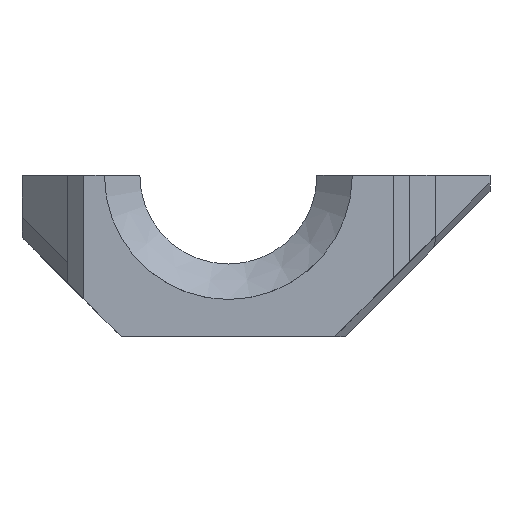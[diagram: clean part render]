
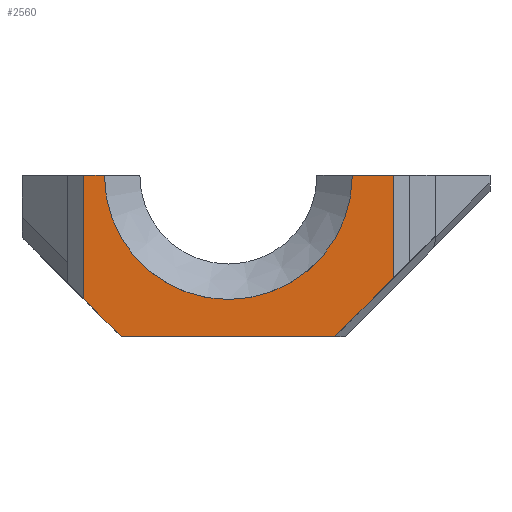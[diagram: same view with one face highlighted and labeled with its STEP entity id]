
A CAD part, left-side view. The second image highlights one B-rep face of the part: STEP entity #2560.
In plain terms, the highlighted planar face has unit normal (-1, 0, 0).
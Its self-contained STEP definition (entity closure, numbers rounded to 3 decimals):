
#91=CIRCLE('',#2744,7.7);
#208=FACE_OUTER_BOUND('',#342,.T.);
#342=EDGE_LOOP('',(#2144,#2145,#2146,#2147,#2148,#2149,#2150,#2151));
#547=LINE('',#3927,#853);
#565=LINE('',#3964,#871);
#598=LINE('',#4032,#904);
#600=LINE('',#4038,#906);
#628=LINE('',#4093,#934);
#629=LINE('',#4096,#935);
#630=LINE('',#4098,#936);
#853=VECTOR('',#3191,10.);
#871=VECTOR('',#3221,10.);
#904=VECTOR('',#3288,10.);
#906=VECTOR('',#3292,10.);
#934=VECTOR('',#3342,10.);
#935=VECTOR('',#3345,10.);
#936=VECTOR('',#3348,10.);
#1137=VERTEX_POINT('',#3924);
#1138=VERTEX_POINT('',#3926);
#1151=VERTEX_POINT('',#3963);
#1169=VERTEX_POINT('',#4030);
#1170=VERTEX_POINT('',#4034);
#1172=VERTEX_POINT('',#4037);
#1188=VERTEX_POINT('',#4091);
#1189=VERTEX_POINT('',#4095);
#1441=EDGE_CURVE('',#1137,#1138,#547,.T.);
#1459=EDGE_CURVE('',#1151,#1138,#565,.T.);
#1496=EDGE_CURVE('',#1137,#1169,#598,.T.);
#1498=EDGE_CURVE('',#1172,#1170,#600,.T.);
#1527=EDGE_CURVE('',#1188,#1170,#628,.T.);
#1528=EDGE_CURVE('',#1188,#1189,#629,.T.);
#1529=EDGE_CURVE('',#1189,#1151,#91,.T.);
#1530=EDGE_CURVE('',#1172,#1169,#630,.T.);
#2144=ORIENTED_EDGE('',*,*,#1527,.F.);
#2145=ORIENTED_EDGE('',*,*,#1528,.T.);
#2146=ORIENTED_EDGE('',*,*,#1529,.T.);
#2147=ORIENTED_EDGE('',*,*,#1459,.T.);
#2148=ORIENTED_EDGE('',*,*,#1441,.F.);
#2149=ORIENTED_EDGE('',*,*,#1496,.T.);
#2150=ORIENTED_EDGE('',*,*,#1530,.F.);
#2151=ORIENTED_EDGE('',*,*,#1498,.T.);
#2435=PLANE('',#2743);
#2560=ADVANCED_FACE('',(#208),#2435,.T.);
#2743=AXIS2_PLACEMENT_3D('',#4094,#3343,#3344);
#2744=AXIS2_PLACEMENT_3D('',#4097,#3346,#3347);
#3191=DIRECTION('',(0.,0.,1.));
#3221=DIRECTION('',(0.,1.,0.));
#3288=DIRECTION('',(0.,-0.707,-0.707));
#3292=DIRECTION('',(0.,-0.707,0.707));
#3342=DIRECTION('',(0.,0.,-1.));
#3343=DIRECTION('center_axis',(-1.,0.,0.));
#3344=DIRECTION('ref_axis',(0.,1.,0.));
#3345=DIRECTION('',(0.,1.,0.));
#3346=DIRECTION('center_axis',(1.,0.,0.));
#3347=DIRECTION('ref_axis',(0.,-1.,0.));
#3348=DIRECTION('',(0.,1.,0.));
#3924=CARTESIAN_POINT('',(-33.268,9.082,11.75));
#3926=CARTESIAN_POINT('',(-33.268,9.082,19.4));
#3927=CARTESIAN_POINT('',(-33.268,9.082,19.4));
#3963=CARTESIAN_POINT('',(-33.268,7.782,19.4));
#3964=CARTESIAN_POINT('',(-33.268,-11.168,19.4));
#4030=CARTESIAN_POINT('',(-33.268,6.732,9.4));
#4032=CARTESIAN_POINT('',(-33.268,4.757,7.425));
#4034=CARTESIAN_POINT('',(-33.268,-10.168,13.05));
#4037=CARTESIAN_POINT('',(-33.268,-6.518,9.4));
#4038=CARTESIAN_POINT('',(-33.268,-10.18,13.063));
#4091=CARTESIAN_POINT('',(-33.268,-10.168,19.4));
#4093=CARTESIAN_POINT('',(-33.268,-10.168,19.4));
#4094=CARTESIAN_POINT('Origin',(-33.268,-11.168,19.4));
#4095=CARTESIAN_POINT('',(-33.268,-7.618,19.4));
#4096=CARTESIAN_POINT('',(-33.268,-11.168,19.4));
#4097=CARTESIAN_POINT('Origin',(-33.268,0.082,19.4));
#4098=CARTESIAN_POINT('',(-33.268,-11.168,9.4));
